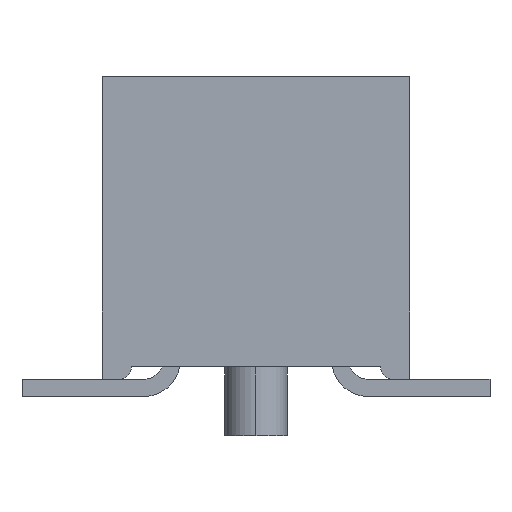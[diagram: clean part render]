
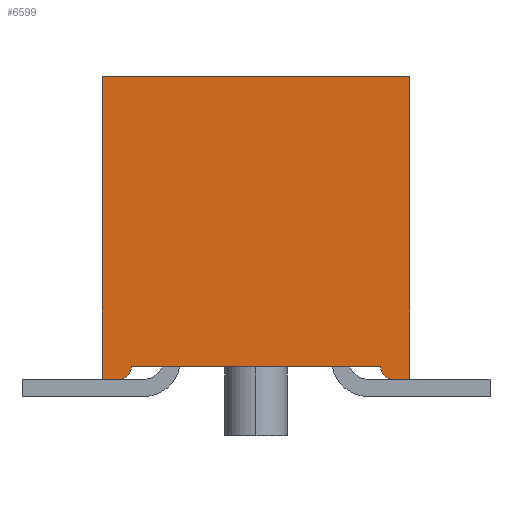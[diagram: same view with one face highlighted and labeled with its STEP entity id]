
A CAD part, left-side view. The second image highlights one B-rep face of the part: STEP entity #6599.
In plain terms, the highlighted planar face has unit normal (-1, 0, 0).
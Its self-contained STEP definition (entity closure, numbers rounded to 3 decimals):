
#6025=CARTESIAN_POINT('',(-4.064,1.285,0.305));
#6026=VERTEX_POINT('',#6025);
#6027=CARTESIAN_POINT('',(-4.064,1.412,0.178));
#6028=VERTEX_POINT('',#6027);
#6029=CARTESIAN_POINT('',(-4.064,1.412,0.305));
#6030=DIRECTION('',(1.0,0.,0.));
#6031=DIRECTION('',(0.,-0.707,-0.707));
#6032=AXIS2_PLACEMENT_3D('',#6029,#6030,#6031);
#6033=CIRCLE('',#6032,0.127);
#6034=EDGE_CURVE('',#6026,#6028,#6033,.T.);
#6067=CARTESIAN_POINT('',(-4.064,1.588,0.178));
#6068=VERTEX_POINT('',#6067);
#6069=CARTESIAN_POINT('',(-4.064,1.412,0.178));
#6070=DIRECTION('',(0.0,1.0,0.0));
#6071=VECTOR('',#6070,0.175);
#6072=LINE('',#6069,#6071);
#6073=EDGE_CURVE('',#6028,#6068,#6072,.T.);
#6098=CARTESIAN_POINT('',(-4.064,1.588,3.302));
#6099=VERTEX_POINT('',#6098);
#6100=CARTESIAN_POINT('',(-4.064,1.588,0.178));
#6101=DIRECTION('',(0.0,0.0,1.0));
#6102=VECTOR('',#6101,3.124);
#6103=LINE('',#6100,#6102);
#6104=EDGE_CURVE('',#6068,#6099,#6103,.T.);
#6129=CARTESIAN_POINT('',(-4.064,-1.587,3.302));
#6130=VERTEX_POINT('',#6129);
#6131=CARTESIAN_POINT('',(-4.064,1.588,3.302));
#6132=DIRECTION('',(0.0,-1.0,0.0));
#6133=VECTOR('',#6132,3.175);
#6134=LINE('',#6131,#6133);
#6135=EDGE_CURVE('',#6099,#6130,#6134,.T.);
#6316=CARTESIAN_POINT('',(-4.064,-1.587,0.178));
#6317=VERTEX_POINT('',#6316);
#6318=CARTESIAN_POINT('',(-4.064,-1.587,3.302));
#6319=DIRECTION('',(0.0,0.0,-1.0));
#6320=VECTOR('',#6319,3.124);
#6321=LINE('',#6318,#6320);
#6322=EDGE_CURVE('',#6130,#6317,#6321,.T.);
#6347=CARTESIAN_POINT('',(-4.064,-1.412,0.178));
#6348=VERTEX_POINT('',#6347);
#6349=CARTESIAN_POINT('',(-4.064,-1.587,0.178));
#6350=DIRECTION('',(0.0,1.0,0.0));
#6351=VECTOR('',#6350,0.175);
#6352=LINE('',#6349,#6351);
#6353=EDGE_CURVE('',#6317,#6348,#6352,.T.);
#6378=CARTESIAN_POINT('',(-4.064,-1.285,0.305));
#6379=VERTEX_POINT('',#6378);
#6380=CARTESIAN_POINT('',(-4.064,-1.412,0.305));
#6381=DIRECTION('',(1.0,0.,0.));
#6382=DIRECTION('',(0.,0.707,-0.707));
#6383=AXIS2_PLACEMENT_3D('',#6380,#6381,#6382);
#6384=CIRCLE('',#6383,0.127);
#6385=EDGE_CURVE('',#6348,#6379,#6384,.T.);
#6411=CARTESIAN_POINT('',(-4.064,-1.285,0.305));
#6412=DIRECTION('',(0.0,1.0,0.0));
#6413=VECTOR('',#6412,2.57);
#6414=LINE('',#6411,#6413);
#6415=EDGE_CURVE('',#6379,#6026,#6414,.T.);
#6584=CARTESIAN_POINT('',(-4.064,0.,1.749));
#6585=DIRECTION('',(1.0,0.0,0.0));
#6586=DIRECTION('',(0.0,0.0,-1.0));
#6587=AXIS2_PLACEMENT_3D('',#6584,#6585,#6586);
#6588=PLANE('',#6587);
#6589=ORIENTED_EDGE('',*,*,#6034,.F.);
#6590=ORIENTED_EDGE('',*,*,#6415,.F.);
#6591=ORIENTED_EDGE('',*,*,#6385,.F.);
#6592=ORIENTED_EDGE('',*,*,#6353,.F.);
#6593=ORIENTED_EDGE('',*,*,#6322,.F.);
#6594=ORIENTED_EDGE('',*,*,#6135,.F.);
#6595=ORIENTED_EDGE('',*,*,#6104,.F.);
#6596=ORIENTED_EDGE('',*,*,#6073,.F.);
#6597=EDGE_LOOP('',(#6589,#6590,#6591,#6592,#6593,#6594,#6595,#6596));
#6598=FACE_OUTER_BOUND('',#6597,.T.);
#6599=ADVANCED_FACE('',(#6598),#6588,.F.);
